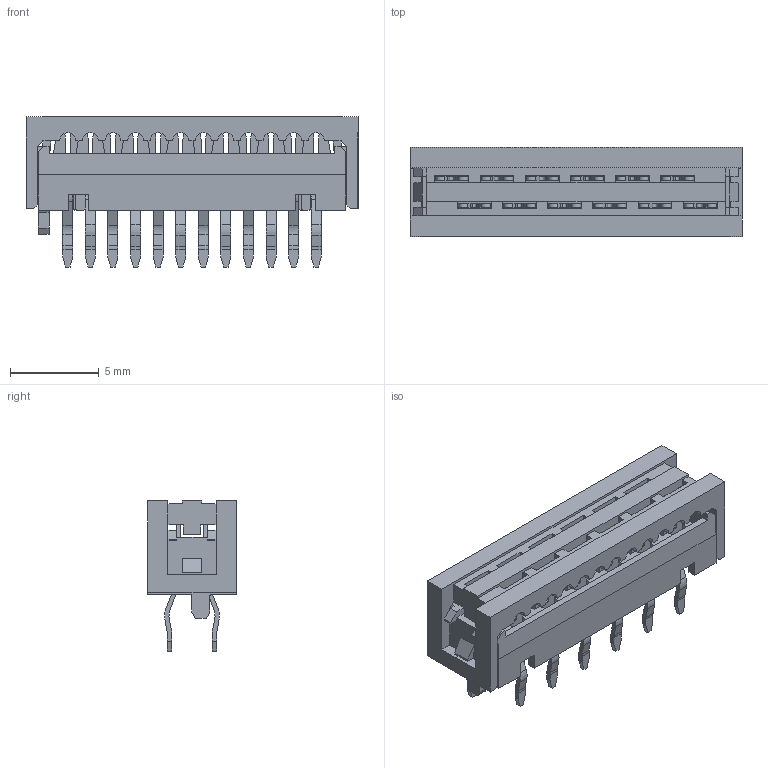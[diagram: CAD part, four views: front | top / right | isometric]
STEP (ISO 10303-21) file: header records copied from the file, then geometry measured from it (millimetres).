
FILE_DESCRIPTION(/* description */ ('Unknown'),/* implementation_level */ '2;1');
FILE_NAME(/* name */ 'J_Wurth_WR-MM_690207101272',/* time_stamp */ '2025-05-26T17:28:31+08:00',/* author */ ('Unknown'),/* organization */ ('Unknown'),/* preprocessor_version */ 'ST-DEVELOPER v19.4',/* originating_system */ 'Solid Edge',/* authorisation */ 'Unknown');
FILE_SCHEMA (('AUTOMOTIVE_DESIGN {1 0 10303 214 3 1 1}'));
Length unit declared in the file: millimetre
Products named in the file (2): J_Wurth_WR-MM_690207101272
Assembly tree (1 placements, depth 2):
  J_Wurth_WR-MM_690207101272
    J_Wurth_WR-MM_690207101272
Bounding box: 18.67 x 5 x 8.45 mm (x, y, z)
Volume: 276.4 mm3; surface area: 1148.2 mm2
Topology: 14 solids, 14 shells, 938 faces, 2804 edges, 1852 vertices
Faces by surface type: plane 670, cylinder 268
Entity records: 31567 total; most frequent: ORIENTED_EDGE 5608, CARTESIAN_POINT 5596, DIRECTION 5220, EDGE_CURVE 2804, LINE 2268, VECTOR 2268, VERTEX_POINT 1852, AXIS2_PLACEMENT_3D 1476
